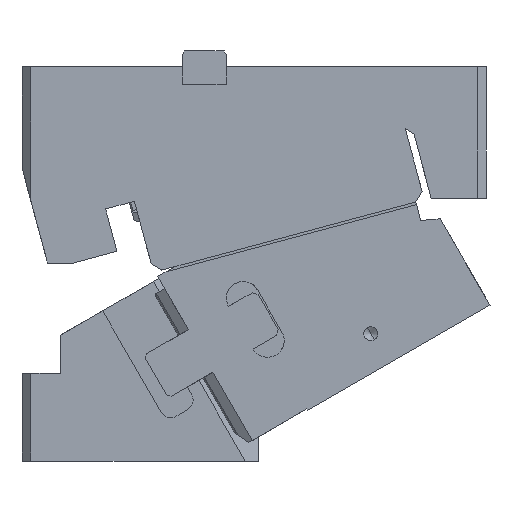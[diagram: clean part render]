
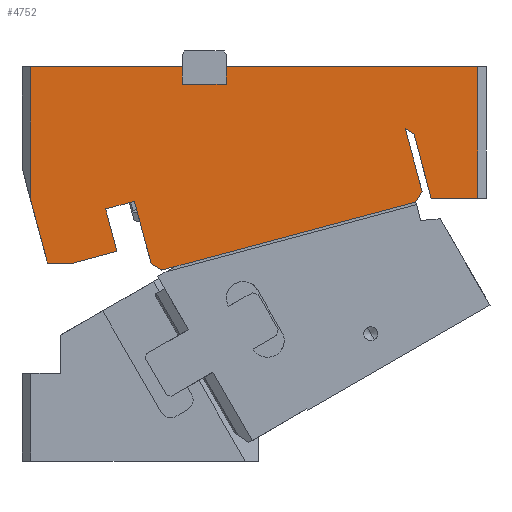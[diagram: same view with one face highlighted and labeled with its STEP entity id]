
A CAD part, front view. The second image highlights one B-rep face of the part: STEP entity #4752.
In plain terms, the highlighted planar face has unit normal (0, -1, 0).
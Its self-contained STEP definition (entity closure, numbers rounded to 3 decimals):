
#159=CARTESIAN_POINT('Vertex',(18.453,-42.5,105.)) ;
#210=CARTESIAN_POINT('Vertex',(45.,-42.5,105.)) ;
#213=CARTESIAN_POINT('Line Origine',(31.726,-42.5,105.)) ;
#452=CARTESIAN_POINT('Vertex',(-98.5,-42.5,180.)) ;
#455=CARTESIAN_POINT('Line Origine',(-26.75,-42.5,180.)) ;
#459=CARTESIAN_POINT('Vertex',(45.,-42.5,180.)) ;
#889=CARTESIAN_POINT('Vertex',(-135.159,-42.5,63.957)) ;
#892=CARTESIAN_POINT('Line Origine',(-135.22,-42.5,63.993)) ;
#896=CARTESIAN_POINT('Vertex',(-135.281,-42.5,64.028)) ;
#899=CARTESIAN_POINT('Line Origine',(-138.282,-42.5,65.761)) ;
#903=CARTESIAN_POINT('Vertex',(-141.283,-42.5,67.493)) ;
#943=CARTESIAN_POINT('Vertex',(9.73,-42.5,102.78)) ;
#946=CARTESIAN_POINT('Line Origine',(-62.714,-42.5,83.369)) ;
#976=CARTESIAN_POINT('Vertex',(13.266,-42.5,108.904)) ;
#979=CARTESIAN_POINT('Line Origine',(11.533,-42.5,105.903)) ;
#983=CARTESIAN_POINT('Vertex',(9.801,-42.5,102.903)) ;
#986=CARTESIAN_POINT('Line Origine',(9.765,-42.5,102.842)) ;
#1261=CARTESIAN_POINT('Vertex',(-160.809,-42.5,74.684)) ;
#1264=CARTESIAN_POINT('Line Origine',(-173.282,-42.5,71.342)) ;
#1268=CARTESIAN_POINT('Vertex',(-185.755,-42.5,68.)) ;
#1574=CARTESIAN_POINT('Vertex',(-200.429,-42.5,68.)) ;
#1603=CARTESIAN_POINT('Line Origine',(-193.092,-42.5,68.)) ;
#1822=CARTESIAN_POINT('Vertex',(-210.,-42.5,103.719)) ;
#1827=CARTESIAN_POINT('Line Origine',(-210.,-42.5,141.859)) ;
#1831=CARTESIAN_POINT('Vertex',(-210.,-42.5,180.)) ;
#1920=CARTESIAN_POINT('Line Origine',(-205.215,-42.5,85.859)) ;
#2051=CARTESIAN_POINT('Vertex',(-167.28,-42.5,98.832)) ;
#2054=CARTESIAN_POINT('Line Origine',(-164.044,-42.5,86.758)) ;
#2178=CARTESIAN_POINT('Vertex',(-150.859,-42.5,103.232)) ;
#2181=CARTESIAN_POINT('Line Origine',(-159.069,-42.5,101.032)) ;
#4239=CARTESIAN_POINT('Vertex',(8.588,-42.5,141.815)) ;
#4242=CARTESIAN_POINT('Line Origine',(6.139,-42.5,143.229)) ;
#4246=CARTESIAN_POINT('Vertex',(3.689,-42.5,144.643)) ;
#4629=CARTESIAN_POINT('Line Origine',(-166.75,-42.5,180.)) ;
#4633=CARTESIAN_POINT('Vertex',(-123.5,-42.5,180.)) ;
#4672=CARTESIAN_POINT('Line Origine',(-123.5,-42.5,175.)) ;
#4676=CARTESIAN_POINT('Vertex',(-123.5,-42.5,170.)) ;
#4691=CARTESIAN_POINT('Axis2P3D Location',(-215.,-42.5,180.)) ;
#4696=CARTESIAN_POINT('Line Origine',(-146.071,-42.5,85.363)) ;
#4701=CARTESIAN_POINT('Line Origine',(8.477,-42.5,126.774)) ;
#4706=CARTESIAN_POINT('Line Origine',(13.521,-42.5,123.407)) ;
#4711=CARTESIAN_POINT('Line Origine',(45.,-42.5,142.5)) ;
#4716=CARTESIAN_POINT('Line Origine',(-98.5,-42.5,175.)) ;
#4720=CARTESIAN_POINT('Vertex',(-98.5,-42.5,170.)) ;
#4723=CARTESIAN_POINT('Line Origine',(-111.,-42.5,170.)) ;
#214=DIRECTION('Vector Direction',(1.,0.,0.)) ;
#456=DIRECTION('Vector Direction',(-1.,0.,0.)) ;
#893=DIRECTION('Vector Direction',(-0.866,0.,0.5)) ;
#900=DIRECTION('Vector Direction',(0.866,0.,-0.5)) ;
#947=DIRECTION('Vector Direction',(0.966,0.,0.259)) ;
#980=DIRECTION('Vector Direction',(0.5,0.,0.866)) ;
#987=DIRECTION('Vector Direction',(-0.5,0.,-0.866)) ;
#1265=DIRECTION('Vector Direction',(-0.966,0.,-0.259)) ;
#1604=DIRECTION('Vector Direction',(1.,0.,0.)) ;
#1828=DIRECTION('Vector Direction',(0.,0.,-1.)) ;
#1921=DIRECTION('Vector Direction',(-0.259,0.,0.966)) ;
#2055=DIRECTION('Vector Direction',(-0.259,0.,0.966)) ;
#2182=DIRECTION('Vector Direction',(0.966,0.,0.259)) ;
#4243=DIRECTION('Vector Direction',(0.866,0.,-0.5)) ;
#4630=DIRECTION('Vector Direction',(-1.,0.,0.)) ;
#4673=DIRECTION('Vector Direction',(0.,0.,1.)) ;
#4692=DIRECTION('Axis2P3D Direction',(0.,-1.,0.)) ;
#4693=DIRECTION('Axis2P3D XDirection',(1.,0.,0.)) ;
#4697=DIRECTION('Vector Direction',(-0.259,0.,0.966)) ;
#4702=DIRECTION('Vector Direction',(-0.259,0.,0.966)) ;
#4707=DIRECTION('Vector Direction',(0.259,0.,-0.966)) ;
#4712=DIRECTION('Vector Direction',(0.,0.,1.)) ;
#4717=DIRECTION('Vector Direction',(0.,0.,1.)) ;
#4724=DIRECTION('Vector Direction',(1.,0.,0.)) ;
#4694=AXIS2_PLACEMENT_3D('Plane Axis2P3D',#4691,#4692,#4693) ;
#4729=ORIENTED_EDGE('',*,*,#4635,.T.) ;
#4730=ORIENTED_EDGE('',*,*,#1833,.T.) ;
#4731=ORIENTED_EDGE('',*,*,#1924,.F.) ;
#4732=ORIENTED_EDGE('',*,*,#1607,.T.) ;
#4733=ORIENTED_EDGE('',*,*,#1270,.F.) ;
#4734=ORIENTED_EDGE('',*,*,#2058,.T.) ;
#4735=ORIENTED_EDGE('',*,*,#2185,.T.) ;
#4736=ORIENTED_EDGE('',*,*,#4700,.F.) ;
#4737=ORIENTED_EDGE('',*,*,#905,.T.) ;
#4738=ORIENTED_EDGE('',*,*,#898,.F.) ;
#4739=ORIENTED_EDGE('',*,*,#950,.T.) ;
#4740=ORIENTED_EDGE('',*,*,#990,.F.) ;
#4741=ORIENTED_EDGE('',*,*,#985,.T.) ;
#4742=ORIENTED_EDGE('',*,*,#4705,.F.) ;
#4743=ORIENTED_EDGE('',*,*,#4248,.T.) ;
#4744=ORIENTED_EDGE('',*,*,#4710,.T.) ;
#4745=ORIENTED_EDGE('',*,*,#217,.T.) ;
#4746=ORIENTED_EDGE('',*,*,#4715,.T.) ;
#4747=ORIENTED_EDGE('',*,*,#461,.T.) ;
#4748=ORIENTED_EDGE('',*,*,#4722,.F.) ;
#4749=ORIENTED_EDGE('',*,*,#4727,.F.) ;
#4750=ORIENTED_EDGE('',*,*,#4678,.T.) ;
#215=VECTOR('Line Direction',#214,1.) ;
#457=VECTOR('Line Direction',#456,1.) ;
#894=VECTOR('Line Direction',#893,1.) ;
#901=VECTOR('Line Direction',#900,1.) ;
#948=VECTOR('Line Direction',#947,1.) ;
#981=VECTOR('Line Direction',#980,1.) ;
#988=VECTOR('Line Direction',#987,1.) ;
#1266=VECTOR('Line Direction',#1265,1.) ;
#1605=VECTOR('Line Direction',#1604,1.) ;
#1829=VECTOR('Line Direction',#1828,1.) ;
#1922=VECTOR('Line Direction',#1921,1.) ;
#2056=VECTOR('Line Direction',#2055,1.) ;
#2183=VECTOR('Line Direction',#2182,1.) ;
#4244=VECTOR('Line Direction',#4243,1.) ;
#4631=VECTOR('Line Direction',#4630,1.) ;
#4674=VECTOR('Line Direction',#4673,1.) ;
#4698=VECTOR('Line Direction',#4697,1.) ;
#4703=VECTOR('Line Direction',#4702,1.) ;
#4708=VECTOR('Line Direction',#4707,1.) ;
#4713=VECTOR('Line Direction',#4712,1.) ;
#4718=VECTOR('Line Direction',#4717,1.) ;
#4725=VECTOR('Line Direction',#4724,1.) ;
#4752=ADVANCED_FACE('CAM HOLDER',(#4751),#4695,.T.) ;
#217=EDGE_CURVE('',#160,#211,#216,.T.) ;
#461=EDGE_CURVE('',#460,#453,#458,.T.) ;
#898=EDGE_CURVE('',#890,#897,#895,.T.) ;
#905=EDGE_CURVE('',#904,#897,#902,.T.) ;
#950=EDGE_CURVE('',#890,#944,#949,.T.) ;
#985=EDGE_CURVE('',#984,#977,#982,.T.) ;
#990=EDGE_CURVE('',#984,#944,#989,.T.) ;
#1270=EDGE_CURVE('',#1262,#1269,#1267,.T.) ;
#1607=EDGE_CURVE('',#1575,#1269,#1606,.T.) ;
#1833=EDGE_CURVE('',#1832,#1823,#1830,.T.) ;
#1924=EDGE_CURVE('',#1575,#1823,#1923,.T.) ;
#2058=EDGE_CURVE('',#1262,#2052,#2057,.T.) ;
#2185=EDGE_CURVE('',#2052,#2179,#2184,.T.) ;
#4248=EDGE_CURVE('',#4247,#4240,#4245,.T.) ;
#4635=EDGE_CURVE('',#4634,#1832,#4632,.T.) ;
#4678=EDGE_CURVE('',#4677,#4634,#4675,.T.) ;
#4700=EDGE_CURVE('',#904,#2179,#4699,.T.) ;
#4705=EDGE_CURVE('',#4247,#977,#4704,.F.) ;
#4710=EDGE_CURVE('',#4240,#160,#4709,.T.) ;
#4715=EDGE_CURVE('',#211,#460,#4714,.T.) ;
#4722=EDGE_CURVE('',#4721,#453,#4719,.T.) ;
#4727=EDGE_CURVE('',#4677,#4721,#4726,.T.) ;
#4728=EDGE_LOOP('',(#4729,#4730,#4731,#4732,#4733,#4734,#4735,#4736,#4737,#4738,#4739,#4740,#4741,#4742,#4743,#4744,#4745,#4746,#4747,#4748,#4749,#4750)) ;
#4751=FACE_OUTER_BOUND('',#4728,.T.) ;
#216=LINE('Line',#213,#215) ;
#458=LINE('Line',#455,#457) ;
#895=LINE('Line',#892,#894) ;
#902=LINE('Line',#899,#901) ;
#949=LINE('Line',#946,#948) ;
#982=LINE('Line',#979,#981) ;
#989=LINE('Line',#986,#988) ;
#1267=LINE('Line',#1264,#1266) ;
#1606=LINE('Line',#1603,#1605) ;
#1830=LINE('Line',#1827,#1829) ;
#1923=LINE('Line',#1920,#1922) ;
#2057=LINE('Line',#2054,#2056) ;
#2184=LINE('Line',#2181,#2183) ;
#4245=LINE('Line',#4242,#4244) ;
#4632=LINE('Line',#4629,#4631) ;
#4675=LINE('Line',#4672,#4674) ;
#4699=LINE('Line',#4696,#4698) ;
#4704=LINE('Line',#4701,#4703) ;
#4709=LINE('Line',#4706,#4708) ;
#4714=LINE('Line',#4711,#4713) ;
#4719=LINE('Line',#4716,#4718) ;
#4726=LINE('Line',#4723,#4725) ;
#4695=PLANE('Plane',#4694) ;
#160=VERTEX_POINT('',#159) ;
#211=VERTEX_POINT('',#210) ;
#453=VERTEX_POINT('',#452) ;
#460=VERTEX_POINT('',#459) ;
#890=VERTEX_POINT('',#889) ;
#897=VERTEX_POINT('',#896) ;
#904=VERTEX_POINT('',#903) ;
#944=VERTEX_POINT('',#943) ;
#977=VERTEX_POINT('',#976) ;
#984=VERTEX_POINT('',#983) ;
#1262=VERTEX_POINT('',#1261) ;
#1269=VERTEX_POINT('',#1268) ;
#1575=VERTEX_POINT('',#1574) ;
#1823=VERTEX_POINT('',#1822) ;
#1832=VERTEX_POINT('',#1831) ;
#2052=VERTEX_POINT('',#2051) ;
#2179=VERTEX_POINT('',#2178) ;
#4240=VERTEX_POINT('',#4239) ;
#4247=VERTEX_POINT('',#4246) ;
#4634=VERTEX_POINT('',#4633) ;
#4677=VERTEX_POINT('',#4676) ;
#4721=VERTEX_POINT('',#4720) ;
